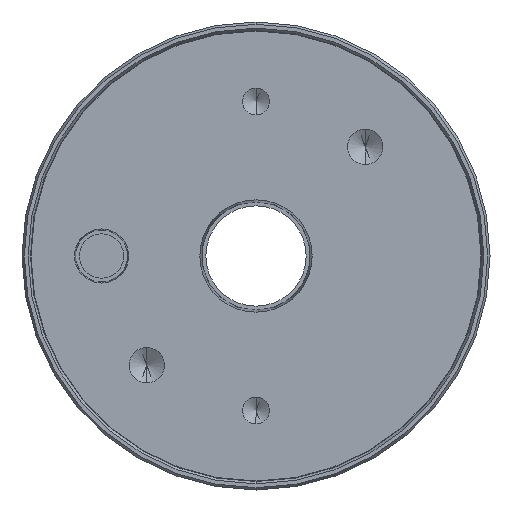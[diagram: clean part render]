
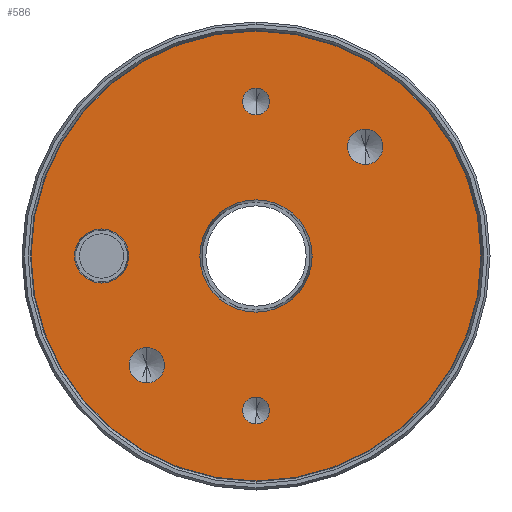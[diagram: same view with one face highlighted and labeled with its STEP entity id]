
A CAD part, front view. The second image highlights one B-rep face of the part: STEP entity #586.
In plain terms, the highlighted planar face has unit normal (0, -1, 0).
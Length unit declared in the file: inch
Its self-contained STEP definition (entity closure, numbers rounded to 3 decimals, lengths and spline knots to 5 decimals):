
#31 = CARTESIAN_POINT ( 'NONE',  ( -0.81671, 0., -0.81671 ) ) ;
#50 = DIRECTION ( 'NONE',  ( 0., 0., 1. ) ) ;
#56 = CARTESIAN_POINT ( 'NONE',  ( -0.81671, 0., -0.94952 ) ) ;
#66 = CARTESIAN_POINT ( 'NONE',  ( 0.81671, 0., 0.94952 ) ) ;
#116 = EDGE_CURVE ( 'NONE', #409, #401, #2724, .T. ) ;
#127 = ORIENTED_EDGE ( 'NONE', *, *, #232, .F. ) ;
#133 = EDGE_CURVE ( 'NONE', #555, #2394, #2660, .T. ) ;
#142 = CIRCLE ( 'NONE', #2906, 0.42 ) ;
#192 = EDGE_LOOP ( 'NONE', ( #480, #441 ) ) ;
#232 = EDGE_CURVE ( 'NONE', #2930, #2457, #2281, .T. ) ;
#234 = CARTESIAN_POINT ( 'NONE',  ( 0., 0., -1.0545 ) ) ;
#273 = CARTESIAN_POINT ( 'NONE',  ( 0.81671, 0., 0.81671 ) ) ;
#327 = DIRECTION ( 'NONE',  ( 0., -1., 0. ) ) ;
#364 = AXIS2_PLACEMENT_3D ( 'NONE', #2723, #2685, #442 ) ;
#366 = ORIENTED_EDGE ( 'NONE', *, *, #1438, .F. ) ;
#385 = ORIENTED_EDGE ( 'NONE', *, *, #2488, .F. ) ;
#399 = DIRECTION ( 'NONE',  ( 0., 0., 1. ) ) ;
#401 = VERTEX_POINT ( 'NONE', #66 ) ;
#409 = VERTEX_POINT ( 'NONE', #2593 ) ;
#438 = DIRECTION ( 'NONE',  ( 0., -1., 0. ) ) ;
#441 = ORIENTED_EDGE ( 'NONE', *, *, #133, .F. ) ;
#442 = DIRECTION ( 'NONE',  ( 0., 0., -1. ) ) ;
#443 = EDGE_CURVE ( 'NONE', #2457, #2930, #142, .T. ) ;
#479 = DIRECTION ( 'NONE',  ( 0., 0., 1. ) ) ;
#480 = ORIENTED_EDGE ( 'NONE', *, *, #564, .F. ) ;
#520 = CARTESIAN_POINT ( 'NONE',  ( 0., 0., 1.6825 ) ) ;
#543 = DIRECTION ( 'NONE',  ( 0., -1., 0. ) ) ;
#555 = VERTEX_POINT ( 'NONE', #2368 ) ;
#564 = EDGE_CURVE ( 'NONE', #2394, #555, #1235, .T. ) ;
#572 = CIRCLE ( 'NONE', #2954, 0.13281 ) ;
#586 = ADVANCED_FACE ( 'NONE', ( #1677, #2211, #2223, #3238, #2743, #1148, #3253 ), #2764, .F. ) ;
#610 = CARTESIAN_POINT ( 'NONE',  ( 0.81671, 0., 0.81671 ) ) ;
#672 = CARTESIAN_POINT ( 'NONE',  ( 0., 0., -0.42 ) ) ;
#683 = EDGE_CURVE ( 'NONE', #1225, #1991, #1404, .T. ) ;
#684 = ORIENTED_EDGE ( 'NONE', *, *, #2182, .T. ) ;
#730 = EDGE_LOOP ( 'NONE', ( #1644, #865 ) ) ;
#767 = EDGE_CURVE ( 'NONE', #401, #409, #2973, .T. ) ;
#795 = CARTESIAN_POINT ( 'NONE',  ( 0., 0., 1.155 ) ) ;
#847 = DIRECTION ( 'NONE',  ( 0., 0., 1. ) ) ;
#865 = ORIENTED_EDGE ( 'NONE', *, *, #1939, .F. ) ;
#866 = DIRECTION ( 'NONE',  ( 0., -1., 0. ) ) ;
#904 = CARTESIAN_POINT ( 'NONE',  ( 0., 0., -1.2555 ) ) ;
#917 = CIRCLE ( 'NONE', #2629, 0.13281 ) ;
#924 = EDGE_LOOP ( 'NONE', ( #2824, #3257 ) ) ;
#945 = DIRECTION ( 'NONE',  ( 0., 0., 1. ) ) ;
#1017 = CARTESIAN_POINT ( 'NONE',  ( 0., 0., 0. ) ) ;
#1037 = EDGE_LOOP ( 'NONE', ( #684, #1467 ) ) ;
#1050 = DIRECTION ( 'NONE',  ( 0., -1., 0. ) ) ;
#1088 = VERTEX_POINT ( 'NONE', #234 ) ;
#1103 = DIRECTION ( 'NONE',  ( 0., -1., 0. ) ) ;
#1148 = FACE_BOUND ( 'NONE', #2391, .T. ) ;
#1151 = VERTEX_POINT ( 'NONE', #1773 ) ;
#1170 = DIRECTION ( 'NONE',  ( 0., 0., 1. ) ) ;
#1199 = CARTESIAN_POINT ( 'NONE',  ( -0.81671, 0., -0.81671 ) ) ;
#1212 = CARTESIAN_POINT ( 'NONE',  ( 0., 0., 0.42 ) ) ;
#1213 = AXIS2_PLACEMENT_3D ( 'NONE', #2126, #1881, #3151 ) ;
#1225 = VERTEX_POINT ( 'NONE', #2699 ) ;
#1235 = CIRCLE ( 'NONE', #3073, 0.1005 ) ;
#1237 = AXIS2_PLACEMENT_3D ( 'NONE', #1017, #3347, #2058 ) ;
#1277 = AXIS2_PLACEMENT_3D ( 'NONE', #2013, #2800, #479 ) ;
#1324 = DIRECTION ( 'NONE',  ( 0., 0., 1. ) ) ;
#1339 = CIRCLE ( 'NONE', #1764, 0.2025 ) ;
#1404 = CIRCLE ( 'NONE', #1237, 1.6825 ) ;
#1438 = EDGE_CURVE ( 'NONE', #1595, #3146, #917, .T. ) ;
#1467 = ORIENTED_EDGE ( 'NONE', *, *, #683, .T. ) ;
#1477 = EDGE_CURVE ( 'NONE', #1088, #2373, #1713, .T. ) ;
#1565 = EDGE_LOOP ( 'NONE', ( #2634, #1931 ) ) ;
#1591 = EDGE_LOOP ( 'NONE', ( #366, #385 ) ) ;
#1595 = VERTEX_POINT ( 'NONE', #2070 ) ;
#1644 = ORIENTED_EDGE ( 'NONE', *, *, #3103, .F. ) ;
#1677 = FACE_BOUND ( 'NONE', #1591, .T. ) ;
#1694 = CARTESIAN_POINT ( 'NONE',  ( 0., 0., 0. ) ) ;
#1701 = CARTESIAN_POINT ( 'NONE',  ( 0., 0., -1.155 ) ) ;
#1713 = CIRCLE ( 'NONE', #2195, 0.1005 ) ;
#1724 = CARTESIAN_POINT ( 'NONE',  ( -1.155, 0., 0. ) ) ;
#1751 = AXIS2_PLACEMENT_3D ( 'NONE', #273, #1103, #2110 ) ;
#1764 = AXIS2_PLACEMENT_3D ( 'NONE', #2278, #2151, #2130 ) ;
#1773 = CARTESIAN_POINT ( 'NONE',  ( -1.155, 0., -0.2025 ) ) ;
#1775 = AXIS2_PLACEMENT_3D ( 'NONE', #610, #1050, #2870 ) ;
#1881 = DIRECTION ( 'NONE',  ( 0., -1., 0. ) ) ;
#1931 = ORIENTED_EDGE ( 'NONE', *, *, #2969, .F. ) ;
#1939 = EDGE_CURVE ( 'NONE', #1151, #2388, #1949, .T. ) ;
#1949 = CIRCLE ( 'NONE', #3357, 0.2025 ) ;
#1989 = DIRECTION ( 'NONE',  ( 0., 0., 1. ) ) ;
#1991 = VERTEX_POINT ( 'NONE', #520 ) ;
#2013 = CARTESIAN_POINT ( 'NONE',  ( 0., 0., 0. ) ) ;
#2058 = DIRECTION ( 'NONE',  ( 0., 0., 1. ) ) ;
#2070 = CARTESIAN_POINT ( 'NONE',  ( -0.81671, 0., -0.68389 ) ) ;
#2110 = DIRECTION ( 'NONE',  ( 0., 0., 1. ) ) ;
#2126 = CARTESIAN_POINT ( 'NONE',  ( 0., 0., 1.155 ) ) ;
#2130 = DIRECTION ( 'NONE',  ( 0., 0., 1. ) ) ;
#2151 = DIRECTION ( 'NONE',  ( 0., -1., 0. ) ) ;
#2156 = DIRECTION ( 'NONE',  ( 0., -1., 0. ) ) ;
#2182 = EDGE_CURVE ( 'NONE', #1991, #1225, #3218, .T. ) ;
#2195 = AXIS2_PLACEMENT_3D ( 'NONE', #2207, #2156, #399 ) ;
#2207 = CARTESIAN_POINT ( 'NONE',  ( 0., 0., -1.155 ) ) ;
#2211 = FACE_BOUND ( 'NONE', #924, .T. ) ;
#2216 = DIRECTION ( 'NONE',  ( 0., -1., 0. ) ) ;
#2223 = FACE_BOUND ( 'NONE', #1565, .T. ) ;
#2278 = CARTESIAN_POINT ( 'NONE',  ( -1.155, 0., 0. ) ) ;
#2281 = CIRCLE ( 'NONE', #3105, 0.42 ) ;
#2291 = AXIS2_PLACEMENT_3D ( 'NONE', #1701, #2216, #945 ) ;
#2353 = CARTESIAN_POINT ( 'NONE',  ( 0., 0., 0. ) ) ;
#2368 = CARTESIAN_POINT ( 'NONE',  ( 0., 0., 1.0545 ) ) ;
#2372 = CARTESIAN_POINT ( 'NONE',  ( -1.155, 0., 0.2025 ) ) ;
#2373 = VERTEX_POINT ( 'NONE', #904 ) ;
#2388 = VERTEX_POINT ( 'NONE', #2372 ) ;
#2391 = EDGE_LOOP ( 'NONE', ( #127, #2968 ) ) ;
#2394 = VERTEX_POINT ( 'NONE', #3271 ) ;
#2457 = VERTEX_POINT ( 'NONE', #672 ) ;
#2488 = EDGE_CURVE ( 'NONE', #3146, #1595, #572, .T. ) ;
#2522 = DIRECTION ( 'NONE',  ( 0., -1., 0. ) ) ;
#2593 = CARTESIAN_POINT ( 'NONE',  ( 0.81671, 0., 0.68389 ) ) ;
#2618 = CIRCLE ( 'NONE', #2291, 0.1005 ) ;
#2629 = AXIS2_PLACEMENT_3D ( 'NONE', #31, #327, #1324 ) ;
#2634 = ORIENTED_EDGE ( 'NONE', *, *, #1477, .F. ) ;
#2660 = CIRCLE ( 'NONE', #1213, 0.1005 ) ;
#2685 = DIRECTION ( 'NONE',  ( 0., 1., 0. ) ) ;
#2699 = CARTESIAN_POINT ( 'NONE',  ( 0., 0., -1.6825 ) ) ;
#2723 = CARTESIAN_POINT ( 'NONE',  ( 0., 0., 0. ) ) ;
#2724 = CIRCLE ( 'NONE', #1751, 0.13281 ) ;
#2743 = FACE_BOUND ( 'NONE', #730, .T. ) ;
#2764 = PLANE ( 'NONE',  #364 ) ;
#2767 = DIRECTION ( 'NONE',  ( 0., -1., 0. ) ) ;
#2800 = DIRECTION ( 'NONE',  ( 0., -1., 0. ) ) ;
#2824 = ORIENTED_EDGE ( 'NONE', *, *, #767, .F. ) ;
#2870 = DIRECTION ( 'NONE',  ( 0., 0., 1. ) ) ;
#2906 = AXIS2_PLACEMENT_3D ( 'NONE', #2353, #866, #50 ) ;
#2930 = VERTEX_POINT ( 'NONE', #1212 ) ;
#2954 = AXIS2_PLACEMENT_3D ( 'NONE', #1199, #2522, #3311 ) ;
#2968 = ORIENTED_EDGE ( 'NONE', *, *, #443, .F. ) ;
#2969 = EDGE_CURVE ( 'NONE', #2373, #1088, #2618, .T. ) ;
#2973 = CIRCLE ( 'NONE', #1775, 0.13281 ) ;
#3073 = AXIS2_PLACEMENT_3D ( 'NONE', #795, #543, #847 ) ;
#3103 = EDGE_CURVE ( 'NONE', #2388, #1151, #1339, .T. ) ;
#3105 = AXIS2_PLACEMENT_3D ( 'NONE', #1694, #2767, #1170 ) ;
#3146 = VERTEX_POINT ( 'NONE', #56 ) ;
#3151 = DIRECTION ( 'NONE',  ( 0., 0., 1. ) ) ;
#3218 = CIRCLE ( 'NONE', #1277, 1.6825 ) ;
#3238 = FACE_BOUND ( 'NONE', #192, .T. ) ;
#3253 = FACE_OUTER_BOUND ( 'NONE', #1037, .T. ) ;
#3257 = ORIENTED_EDGE ( 'NONE', *, *, #116, .F. ) ;
#3271 = CARTESIAN_POINT ( 'NONE',  ( 0., 0., 1.2555 ) ) ;
#3311 = DIRECTION ( 'NONE',  ( 0., 0., 1. ) ) ;
#3347 = DIRECTION ( 'NONE',  ( 0., -1., 0. ) ) ;
#3357 = AXIS2_PLACEMENT_3D ( 'NONE', #1724, #438, #1989 ) ;
